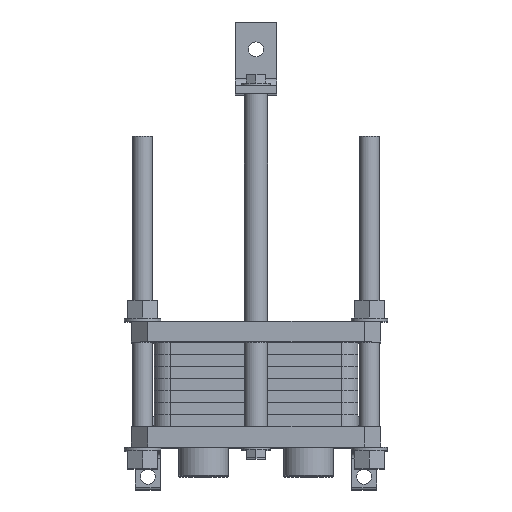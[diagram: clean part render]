
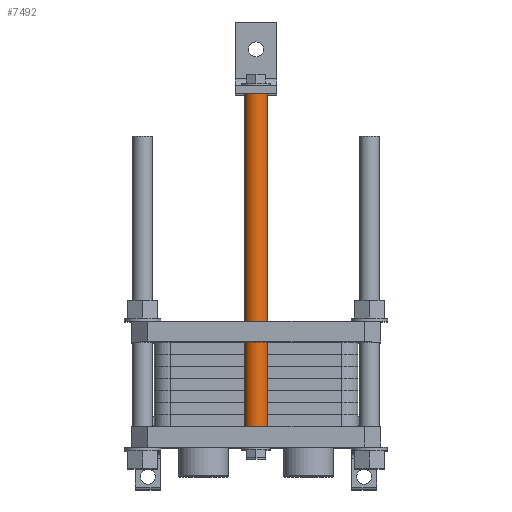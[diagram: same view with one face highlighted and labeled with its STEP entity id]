
A CAD part, top view. The second image highlights one B-rep face of the part: STEP entity #7492.
In plain terms, the highlighted cylindrical face has radius 14 mm (diameter 28 mm), a full revolution.
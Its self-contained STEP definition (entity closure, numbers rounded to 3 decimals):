
#676=FACE_BOUND('',#3149,.T.);
#759=CYLINDRICAL_SURFACE('',#7994,14.);
#2683=FACE_OUTER_BOUND('',#3148,.T.);
#3148=EDGE_LOOP('',(#6208));
#3149=EDGE_LOOP('',(#6209));
#3357=CIRCLE('',#7693,14.);
#3453=CIRCLE('',#7993,14.);
#3731=VERTEX_POINT('',#10797);
#4049=VERTEX_POINT('',#11779);
#4355=EDGE_CURVE('',#3731,#3731,#3357,.T.);
#4815=EDGE_CURVE('',#4049,#4049,#3453,.T.);
#6208=ORIENTED_EDGE('',*,*,#4355,.F.);
#6209=ORIENTED_EDGE('',*,*,#4815,.F.);
#7492=ADVANCED_FACE('',(#2683,#676),#759,.T.);
#7693=AXIS2_PLACEMENT_3D('',#10798,#8497,#8498);
#7993=AXIS2_PLACEMENT_3D('',#11780,#9461,#9462);
#7994=AXIS2_PLACEMENT_3D('',#11781,#9463,#9464);
#8497=DIRECTION('center_axis',(0.,1.,0.));
#8498=DIRECTION('ref_axis',(-1.,0.,0.));
#9461=DIRECTION('center_axis',(0.,-1.,0.));
#9462=DIRECTION('ref_axis',(-1.,0.,0.));
#9463=DIRECTION('center_axis',(0.,1.,0.));
#9464=DIRECTION('ref_axis',(-1.,0.,0.));
#10797=CARTESIAN_POINT('',(14.,400.,873.));
#10798=CARTESIAN_POINT('Origin',(0.,400.,873.));
#11779=CARTESIAN_POINT('',(14.,0.,873.));
#11780=CARTESIAN_POINT('Origin',(0.,0.,
873.));
#11781=CARTESIAN_POINT('Origin',(0.,0.,
873.));
